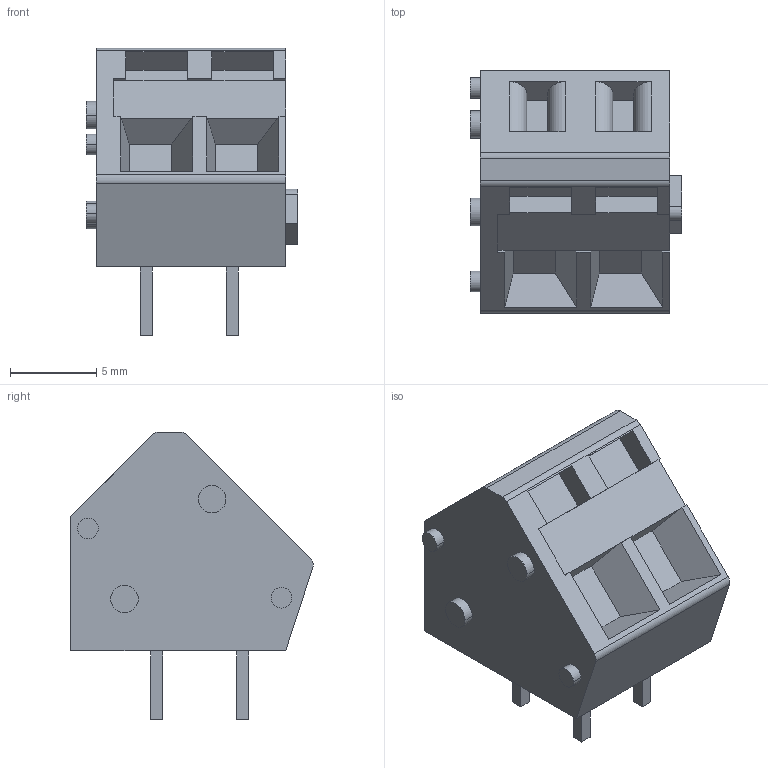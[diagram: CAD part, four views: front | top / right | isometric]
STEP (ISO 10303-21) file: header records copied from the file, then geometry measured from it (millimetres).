
FILE_DESCRIPTION((''),'2;1');
FILE_NAME('WAGO_236-402.stp','2012-08-06T10:50:27',(''),(''),'Mechanical Desktop 2011','Mechanical Desktop 2011',', , ');
FILE_SCHEMA(('AUTOMOTIVE_DESIGN { 1 2 10303 214 1 1 1 1 }'));
Length unit declared in the file: millimetre
Products named in the file (1): Product
Bounding box: 12.3 x 14.09 x 16.71 mm (x, y, z)
Volume: 1399.8 mm3; surface area: 931.4 mm2
Topology: 5 solids, 5 shells, 95 faces, 226 edges, 148 vertices
Faces by surface type: plane 79, cylinder 16
Entity records: 2756 total; most frequent: CARTESIAN_POINT 470, ORIENTED_EDGE 452, DIRECTION 450, EDGE_CURVE 226, VECTOR 194, LINE 194, VERTEX_POINT 148, AXIS2_PLACEMENT_3D 128
